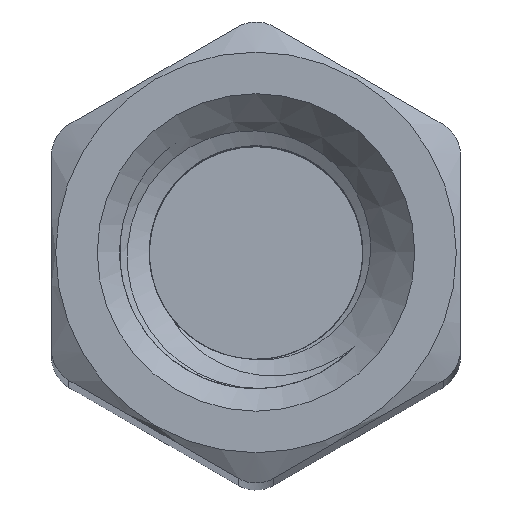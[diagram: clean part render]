
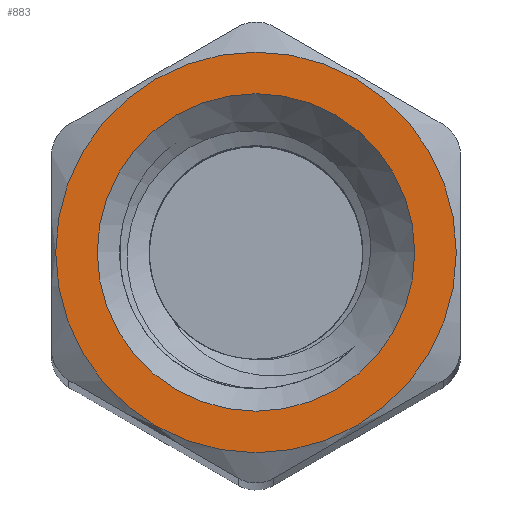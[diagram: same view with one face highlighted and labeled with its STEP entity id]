
A CAD part, top view. The second image highlights one B-rep face of the part: STEP entity #883.
In plain terms, the highlighted planar face has unit normal (0, 0, 1).
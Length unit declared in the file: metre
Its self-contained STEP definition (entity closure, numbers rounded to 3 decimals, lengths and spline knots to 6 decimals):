
#55=PLANE('',#934);
#170=CIRCLE('',#935,0.002205);
#171=CIRCLE('',#936,0.001748);
#318=ORIENTED_EDGE('',*,*,#608,.T.);
#319=ORIENTED_EDGE('',*,*,#609,.F.);
#608=EDGE_CURVE('',#752,#752,#170,.T.);
#609=EDGE_CURVE('',#753,#753,#171,.T.);
#752=VERTEX_POINT('',#3462);
#753=VERTEX_POINT('',#3464);
#804=EDGE_LOOP('',(#318));
#805=EDGE_LOOP('',(#319));
#842=FACE_BOUND('',#804,.T.);
#843=FACE_BOUND('',#805,.T.);
#883=ADVANCED_FACE('',(#842,#843),#55,.F.);
#934=AXIS2_PLACEMENT_3D('',#3460,#1016,#1017);
#935=AXIS2_PLACEMENT_3D('',#3461,#1018,#1019);
#936=AXIS2_PLACEMENT_3D('',#3463,#1020,#1021);
#1016=DIRECTION('',(0.,0.,-1.));
#1017=DIRECTION('',(0.,1.,0.));
#1018=DIRECTION('',(0.,0.,1.));
#1019=DIRECTION('',(1.,0.,0.));
#1020=DIRECTION('',(0.,0.,1.));
#1021=DIRECTION('',(1.,0.,0.));
#3460=CARTESIAN_POINT('',(0.,0.00175,0.045));
#3461=CARTESIAN_POINT('',(0.,0.,0.045));
#3462=CARTESIAN_POINT('',(0.002205,0.,0.045));
#3463=CARTESIAN_POINT('',(0.,0.,0.045));
#3464=CARTESIAN_POINT('',(0.001748,0.,0.045));
